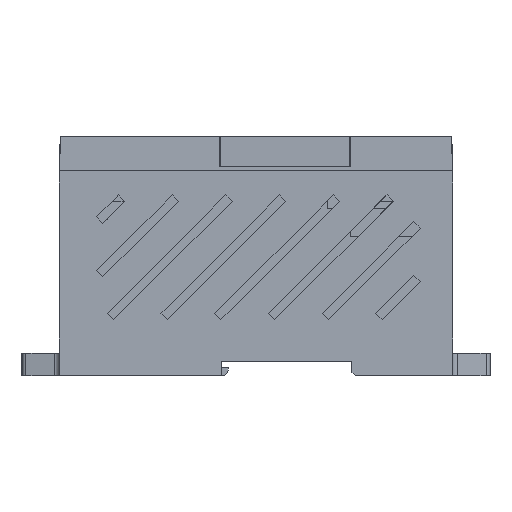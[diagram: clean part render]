
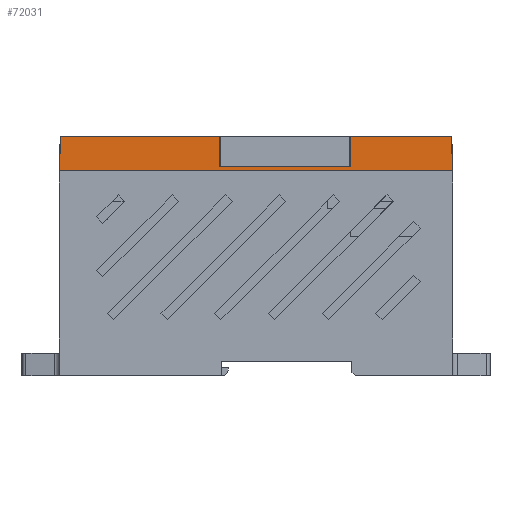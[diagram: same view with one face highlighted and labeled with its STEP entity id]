
A CAD part, left-side view. The second image highlights one B-rep face of the part: STEP entity #72031.
In plain terms, the highlighted planar face has unit normal (-1, 0, 0.018).
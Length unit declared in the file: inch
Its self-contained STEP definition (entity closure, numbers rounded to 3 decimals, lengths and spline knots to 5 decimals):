
#397 = CARTESIAN_POINT ( 'NONE',  ( -3.25603, 0.01577, 5.82245 ) ) ;
#398 = DIRECTION ( 'NONE',  ( 0., -1., 0. ) ) ;
#399 = VECTOR ( 'NONE', #398, 39.37008 ) ;
#400 = CARTESIAN_POINT ( 'NONE',  ( -3.25603, -1.73599, 5.82245 ) ) ;
#401 = LINE ( 'NONE', #400, #399 ) ;
#509 = CARTESIAN_POINT ( 'NONE',  ( -3.25603, 1.08707, 5.82245 ) ) ;
#587 = CARTESIAN_POINT ( 'NONE',  ( -3.25603, 2.48707, 5.82245 ) ) ;
#588 = DIRECTION ( 'NONE',  ( 0., -1., 0. ) ) ;
#589 = VECTOR ( 'NONE', #588, 39.37008 ) ;
#590 = CARTESIAN_POINT ( 'NONE',  ( -3.25603, -1.73599, 5.82245 ) ) ;
#591 = LINE ( 'NONE', #590, #589 ) ;
#592 = CARTESIAN_POINT ( 'NONE',  ( -3.25603, 4.18837, 5.82245 ) ) ;
#4388 = DIRECTION ( 'NONE',  ( 0.017, -0.051, 0.999 ) ) ;
#4389 = VECTOR ( 'NONE', #4388, 39.37008 ) ;
#4390 = CARTESIAN_POINT ( 'NONE',  ( -3.27307, 4.23799, 4.84631 ) ) ;
#4391 = LINE ( 'NONE', #4390, #4389 ) ;
#4393 = CARTESIAN_POINT ( 'NONE',  ( -3.26244, 4.20704, 5.4551 ) ) ;
#5204 = DIRECTION ( 'NONE',  ( -0.017, -0.051, -0.999 ) ) ;
#5205 = VECTOR ( 'NONE', #5204, 39.37008 ) ;
#5206 = CARTESIAN_POINT ( 'NONE',  ( -3.27986, -0.05363, 4.45723 ) ) ;
#5207 = LINE ( 'NONE', #5206, #5205 ) ;
#5250 = CARTESIAN_POINT ( 'NONE',  ( -3.26244, -0.00291, 5.4551 ) ) ;
#9063 = PLANE ( 'NONE',  #9120 ) ;
#9081 = FACE_OUTER_BOUND ( 'NONE', #72032, .T. ) ;
#9113 = DIRECTION ( 'NONE',  ( 0., 1., 0. ) ) ;
#9114 = VECTOR ( 'NONE', #9113, 39.37008 ) ;
#9115 = CARTESIAN_POINT ( 'NONE',  ( -3.26244, 0., 5.4551 ) ) ;
#9116 = LINE ( 'NONE', #9115, #9114 ) ;
#9117 = DIRECTION ( 'NONE',  ( 0.017, 0., 1. ) ) ;
#9118 = DIRECTION ( 'NONE',  ( -1., 0., 0.017 ) ) ;
#9119 = CARTESIAN_POINT ( 'NONE',  ( -3.26245, 0., 5.4546 ) ) ;
#9120 = AXIS2_PLACEMENT_3D ( 'NONE', #9119, #9118, #9117 ) ;
#9217 = LINE ( 'NONE', #9271, #9270 ) ;
#9218 = CARTESIAN_POINT ( 'NONE',  ( -3.2617, 1.08707, 5.49745 ) ) ;
#9219 = DIRECTION ( 'NONE',  ( 0.017, 0., 1. ) ) ;
#9220 = VECTOR ( 'NONE', #9219, 39.37008 ) ;
#9221 = CARTESIAN_POINT ( 'NONE',  ( -3.26245, 1.08707, 5.4546 ) ) ;
#9222 = LINE ( 'NONE', #9221, #9220 ) ;
#9264 = DIRECTION ( 'NONE',  ( 0.017, 0., 1. ) ) ;
#9265 = VECTOR ( 'NONE', #9264, 39.37008 ) ;
#9266 = CARTESIAN_POINT ( 'NONE',  ( -3.2617, 2.48707, 5.49744 ) ) ;
#9267 = LINE ( 'NONE', #9266, #9265 ) ;
#9268 = CARTESIAN_POINT ( 'NONE',  ( -3.2617, 2.48707, 5.49745 ) ) ;
#9269 = DIRECTION ( 'NONE',  ( 0., -1., 0. ) ) ;
#9270 = VECTOR ( 'NONE', #9269, 39.37008 ) ;
#9271 = CARTESIAN_POINT ( 'NONE',  ( -3.2617, 1.08707, 5.49745 ) ) ;
#68419 = EDGE_CURVE ( 'NONE', #68444, #68420, #401, .T. ) ;
#68420 = VERTEX_POINT ( 'NONE', #397 ) ;
#68444 = VERTEX_POINT ( 'NONE', #509 ) ;
#68462 = VERTEX_POINT ( 'NONE', #592 ) ;
#68464 = EDGE_CURVE ( 'NONE', #68462, #68465, #591, .T. ) ;
#68465 = VERTEX_POINT ( 'NONE', #587 ) ;
#70285 = VERTEX_POINT ( 'NONE', #4393 ) ;
#70288 = EDGE_CURVE ( 'NONE', #70285, #68462, #4391, .T. ) ;
#70734 = EDGE_CURVE ( 'NONE', #68420, #70755, #5207, .T. ) ;
#70755 = VERTEX_POINT ( 'NONE', #5250 ) ;
#72031 = ADVANCED_FACE ( 'NONE', ( #9081 ), #9063, .T. ) ;
#72032 = EDGE_LOOP ( 'NONE', ( #72033, #72100, #72101, #72102, #72105, #72108, #72110, #72111 ) ) ;
#72033 = ORIENTED_EDGE ( 'NONE', *, *, #72034, .F. ) ;
#72034 = EDGE_CURVE ( 'NONE', #70755, #70285, #9116, .T. ) ;
#72100 = ORIENTED_EDGE ( 'NONE', *, *, #70734, .F. ) ;
#72101 = ORIENTED_EDGE ( 'NONE', *, *, #68419, .F. ) ;
#72102 = ORIENTED_EDGE ( 'NONE', *, *, #72103, .F. ) ;
#72103 = EDGE_CURVE ( 'NONE', #72104, #68444, #9222, .T. ) ;
#72104 = VERTEX_POINT ( 'NONE', #9218 ) ;
#72105 = ORIENTED_EDGE ( 'NONE', *, *, #72106, .F. ) ;
#72106 = EDGE_CURVE ( 'NONE', #72107, #72104, #9217, .T. ) ;
#72107 = VERTEX_POINT ( 'NONE', #9268 ) ;
#72108 = ORIENTED_EDGE ( 'NONE', *, *, #72109, .T. ) ;
#72109 = EDGE_CURVE ( 'NONE', #72107, #68465, #9267, .T. ) ;
#72110 = ORIENTED_EDGE ( 'NONE', *, *, #68464, .F. ) ;
#72111 = ORIENTED_EDGE ( 'NONE', *, *, #70288, .F. ) ;
